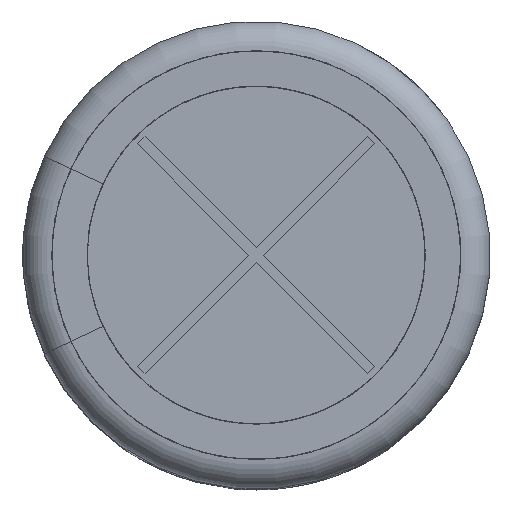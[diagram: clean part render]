
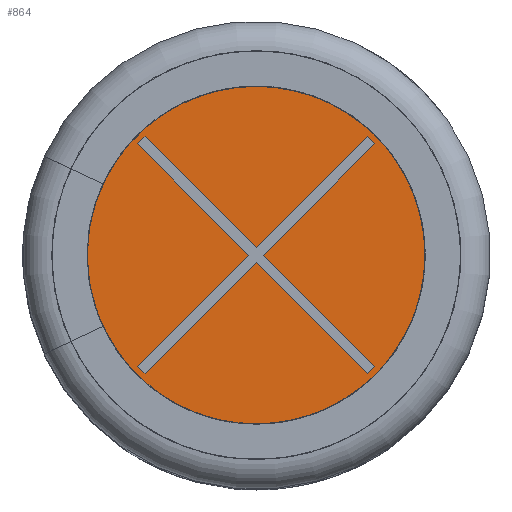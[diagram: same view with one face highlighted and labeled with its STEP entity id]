
A CAD part, top view. The second image highlights one B-rep face of the part: STEP entity #864.
In plain terms, the highlighted planar face has unit normal (0, 0, 1).
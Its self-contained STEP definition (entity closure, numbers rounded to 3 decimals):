
#864 = ADVANCED_FACE( '', ( #2137, #2138 ), #2139, .T. );
#2137 = FACE_OUTER_BOUND( '', #5343, .T. );
#2138 = FACE_BOUND( '', #5344, .T. );
#2139 = PLANE( '', #5345 );
#5343 = EDGE_LOOP( '', ( #10882 ) );
#5344 = EDGE_LOOP( '', ( #10883, #10884, #10885, #10886, #10887, #10888, #10889, #10890, #10891, #10892, #10893, #10894 ) );
#5345 = AXIS2_PLACEMENT_3D( '', #10895, #10896, #10897 );
#10882 = ORIENTED_EDGE( '', *, *, #14562, .F. );
#10883 = ORIENTED_EDGE( '', *, *, #14563, .T. );
#10884 = ORIENTED_EDGE( '', *, *, #14564, .T. );
#10885 = ORIENTED_EDGE( '', *, *, #14565, .T. );
#10886 = ORIENTED_EDGE( '', *, *, #13606, .T. );
#10887 = ORIENTED_EDGE( '', *, *, #14489, .T. );
#10888 = ORIENTED_EDGE( '', *, *, #14566, .T. );
#10889 = ORIENTED_EDGE( '', *, *, #13861, .T. );
#10890 = ORIENTED_EDGE( '', *, *, #13586, .T. );
#10891 = ORIENTED_EDGE( '', *, *, #14567, .T. );
#10892 = ORIENTED_EDGE( '', *, *, #14568, .T. );
#10893 = ORIENTED_EDGE( '', *, *, #14524, .T. );
#10894 = ORIENTED_EDGE( '', *, *, #14569, .T. );
#10895 = CARTESIAN_POINT( '', ( -4.371, 0., 12.28 ) );
#10896 = DIRECTION( '', ( 0., 0., 1. ) );
#10897 = DIRECTION( '', ( 1., 0., 0. ) );
#13586 = EDGE_CURVE( '', #15367, #15368, #15369, .T. );
#13606 = EDGE_CURVE( '', #15403, #15404, #15405, .T. );
#13861 = EDGE_CURVE( '', #15854, #15367, #15855, .T. );
#14489 = EDGE_CURVE( '', #15404, #16914, #16915, .T. );
#14524 = EDGE_CURVE( '', #16965, #16966, #16967, .T. );
#14562 = EDGE_CURVE( '', #17017, #17017, #17018, .T. );
#14563 = EDGE_CURVE( '', #17019, #17020, #17021, .T. );
#14564 = EDGE_CURVE( '', #17020, #17022, #17023, .T. );
#14565 = EDGE_CURVE( '', #17022, #15403, #17024, .T. );
#14566 = EDGE_CURVE( '', #16914, #15854, #17025, .T. );
#14567 = EDGE_CURVE( '', #15368, #17026, #17027, .T. );
#14568 = EDGE_CURVE( '', #17026, #16965, #17028, .T. );
#14569 = EDGE_CURVE( '', #16966, #17019, #17029, .T. );
#15367 = VERTEX_POINT( '', #18033 );
#15368 = VERTEX_POINT( '', #18034 );
#15369 = LINE( '', #18035, #18036 );
#15403 = VERTEX_POINT( '', #18105 );
#15404 = VERTEX_POINT( '', #18106 );
#15405 = LINE( '', #18107, #18108 );
#15854 = VERTEX_POINT( '', #18980 );
#15855 = LINE( '', #18981, #18982 );
#16914 = VERTEX_POINT( '', #22186 );
#16915 = LINE( '', #22187, #22188 );
#16965 = VERTEX_POINT( '', #22329 );
#16966 = VERTEX_POINT( '', #22330 );
#16967 = LINE( '', #22331, #22332 );
#17017 = VERTEX_POINT( '', #22479 );
#17018 = CIRCLE( '', #22480, 4.371 );
#17019 = VERTEX_POINT( '', #22481 );
#17020 = VERTEX_POINT( '', #22482 );
#17021 = LINE( '', #22483, #22484 );
#17022 = VERTEX_POINT( '', #22485 );
#17023 = LINE( '', #22486, #22487 );
#17024 = LINE( '', #22488, #22489 );
#17025 = LINE( '', #22490, #22491 );
#17026 = VERTEX_POINT( '', #22492 );
#17027 = LINE( '', #22493, #22494 );
#17028 = LINE( '', #22495, #22496 );
#17029 = LINE( '', #22497, #22498 );
#18033 = CARTESIAN_POINT( '', ( 2.375, -2.533, 12.28 ) );
#18034 = CARTESIAN_POINT( '', ( 0., -0.157, 12.28 ) );
#18035 = CARTESIAN_POINT( '', ( 0., -0.157, 12.28 ) );
#18036 = VECTOR( '', #24291, 1000. );
#18105 = CARTESIAN_POINT( '', ( 2.375, 2.533, 12.28 ) );
#18106 = CARTESIAN_POINT( '', ( 2.533, 2.375, 12.28 ) );
#18107 = CARTESIAN_POINT( '', ( 2.533, 2.375, 12.28 ) );
#18108 = VECTOR( '', #24303, 1000. );
#18980 = CARTESIAN_POINT( '', ( 2.533, -2.375, 12.28 ) );
#18981 = CARTESIAN_POINT( '', ( 2.533, -2.375, 12.28 ) );
#18982 = VECTOR( '', #24567, 1000. );
#22186 = CARTESIAN_POINT( '', ( 0.157, 0., 12.28 ) );
#22187 = CARTESIAN_POINT( '', ( 0.157, 0., 12.28 ) );
#22188 = VECTOR( '', #25266, 1000. );
#22329 = CARTESIAN_POINT( '', ( -2.533, -2.375, 12.28 ) );
#22330 = CARTESIAN_POINT( '', ( -0.157, 0., 12.28 ) );
#22331 = CARTESIAN_POINT( '', ( -0.157, 0., 12.28 ) );
#22332 = VECTOR( '', #25287, 1000. );
#22479 = CARTESIAN_POINT( '', ( -4.371, 0., 12.28 ) );
#22480 = AXIS2_PLACEMENT_3D( '', #25314, #25315, #25316 );
#22481 = CARTESIAN_POINT( '', ( -2.533, 2.375, 12.28 ) );
#22482 = CARTESIAN_POINT( '', ( -2.375, 2.533, 12.28 ) );
#22483 = CARTESIAN_POINT( '', ( -2.375, 2.533, 12.28 ) );
#22484 = VECTOR( '', #25317, 1000. );
#22485 = CARTESIAN_POINT( '', ( 0., 0.157, 12.28 ) );
#22486 = CARTESIAN_POINT( '', ( 0., 0.157, 12.28 ) );
#22487 = VECTOR( '', #25318, 1000. );
#22488 = CARTESIAN_POINT( '', ( 0., 0.157, 12.28 ) );
#22489 = VECTOR( '', #25319, 1000. );
#22490 = CARTESIAN_POINT( '', ( 0.157, 0., 12.28 ) );
#22491 = VECTOR( '', #25320, 1000. );
#22492 = CARTESIAN_POINT( '', ( -2.375, -2.533, 12.28 ) );
#22493 = CARTESIAN_POINT( '', ( 0., -0.157, 12.28 ) );
#22494 = VECTOR( '', #25321, 1000. );
#22495 = CARTESIAN_POINT( '', ( -2.375, -2.533, 12.28 ) );
#22496 = VECTOR( '', #25322, 1000. );
#22497 = CARTESIAN_POINT( '', ( -0.157, 0., 12.28 ) );
#22498 = VECTOR( '', #25323, 1000. );
#24291 = DIRECTION( '', ( -0.707, 0.707, 0. ) );
#24303 = DIRECTION( '', ( 0.707, -0.707, 0. ) );
#24567 = DIRECTION( '', ( -0.707, -0.707, 0. ) );
#25266 = DIRECTION( '', ( -0.707, -0.707, 0. ) );
#25287 = DIRECTION( '', ( 0.707, 0.707, 0. ) );
#25314 = CARTESIAN_POINT( '', ( 0., 0., 12.28 ) );
#25315 = DIRECTION( '', ( 0., 0., -1. ) );
#25316 = DIRECTION( '', ( -1., 0., 0. ) );
#25317 = DIRECTION( '', ( 0.707, 0.707, 0. ) );
#25318 = DIRECTION( '', ( 0.707, -0.707, 0. ) );
#25319 = DIRECTION( '', ( 0.707, 0.707, 0. ) );
#25320 = DIRECTION( '', ( 0.707, -0.707, 0. ) );
#25321 = DIRECTION( '', ( -0.707, -0.707, 0. ) );
#25322 = DIRECTION( '', ( -0.707, 0.707, 0. ) );
#25323 = DIRECTION( '', ( -0.707, 0.707, 0. ) );
